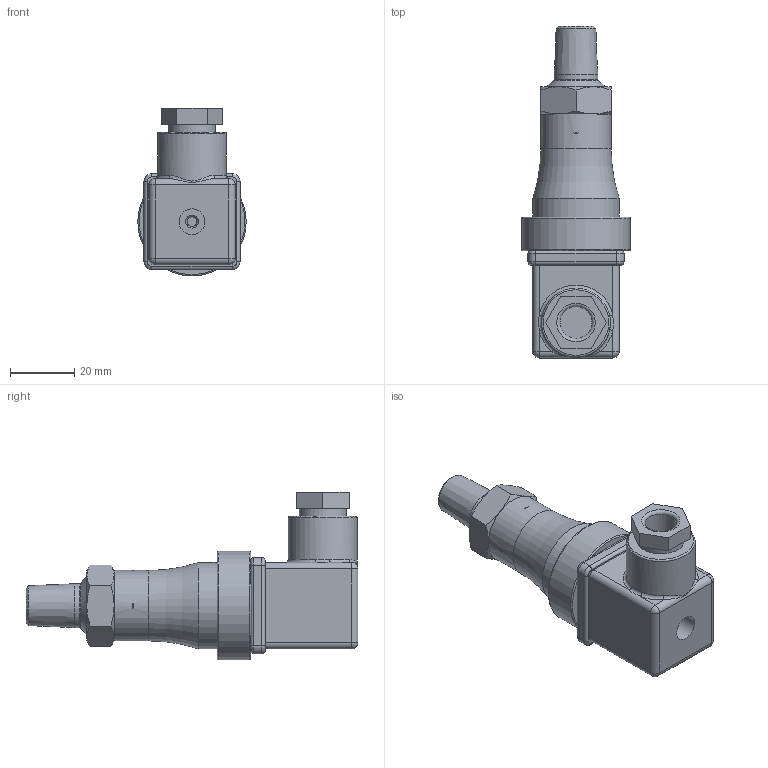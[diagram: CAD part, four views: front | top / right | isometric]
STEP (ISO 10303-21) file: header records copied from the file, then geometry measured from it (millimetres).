
FILE_DESCRIPTION(/* description */ ('Unknown'),/* implementation_level */ '2;1');
FILE_NAME(/* name */ 'PP20R-1.XXXXR.XX44.174X00.004',/* time_stamp */ '2023-06-19T09:48:36+02:00',/* author */ ('Unknown'),/* organization */ ('Baumer'),/* preprocessor_version */ 'ST-DEVELOPER v16.7',/* originating_system */ 'Solid Edge',/* authorisation */ 'Unknown');
FILE_SCHEMA (('AUTOMOTIVE_DESIGN {1 0 10303 214 3 1 1}'));
Length unit declared in the file: millimetre
Products named in the file (1): Part13
Bounding box: 33.9 x 103.7 x 52.45 mm (x, y, z)
Volume: 43998.3 mm3; surface area: 21120.5 mm2
Topology: 1 solids, 1 shells, 308 faces, 752 edges, 474 vertices
Faces by surface type: plane 180, cylinder 67, cone 33, torus 21, sphere 4, bspline 3
Full cylindrical faces by diameter (mm): 2 x1, 2.5 x4, 3 x1, 4.5 x1, 8 x4, 10 x1, 13.716 x1, 14.4 x1, 14.7 x1, 17 x1, 18.2 x1, 19 x1, 19.15 x2, 19.6 x1, 20 x1, 21 x1, 21.3 x1, 21.5 x1, 21.9 x1, 22 x1, 22.1 x1, 22.2 x1, 24.5 x1, 25.5 x1, 26.8 x2, 27 x1, 33.9 x1
Entity records: 10721 total; most frequent: CARTESIAN_POINT 1612, DIRECTION 1479, ORIENTED_EDGE 1308, EDGE_CURVE 654, AXIS2_PLACEMENT_3D 557, VERTEX_POINT 447, EDGE_LOOP 423, FACE_BOUND 423
